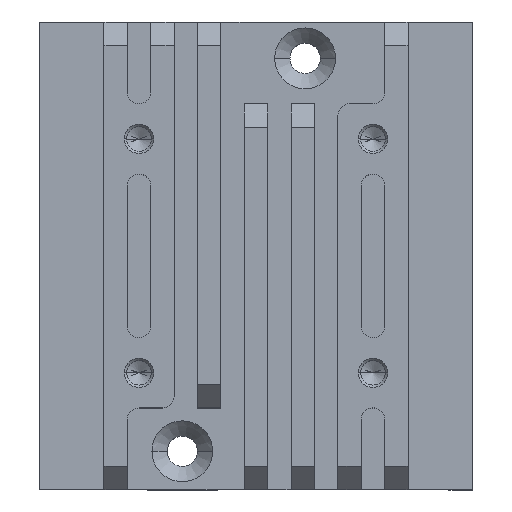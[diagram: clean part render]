
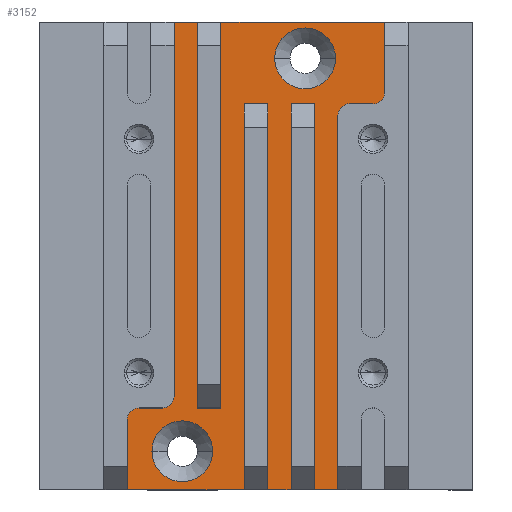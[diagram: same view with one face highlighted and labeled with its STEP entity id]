
A CAD part, top view. The second image highlights one B-rep face of the part: STEP entity #3152.
In plain terms, the highlighted planar face has unit normal (0, 0, 1).
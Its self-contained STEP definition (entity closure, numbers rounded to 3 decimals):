
#117 = VERTEX_POINT('',#118);
#118 = CARTESIAN_POINT('',(-27.4,3.3,6.));
#124 = EDGE_CURVE('',#117,#125,#127,.T.);
#125 = VERTEX_POINT('',#126);
#126 = CARTESIAN_POINT('',(-22.2,3.3,6.));
#127 = CIRCLE('',#128,2.6);
#128 = AXIS2_PLACEMENT_3D('',#129,#130,#131);
#129 = CARTESIAN_POINT('',(-24.8,3.3,6.));
#130 = DIRECTION('',(0.,0.,-1.));
#131 = DIRECTION('',(1.,0.,0.));
#191 = VERTEX_POINT('',#192);
#192 = CARTESIAN_POINT('',(-16.9,36.9,6.));
#198 = EDGE_CURVE('',#191,#199,#201,.T.);
#199 = VERTEX_POINT('',#200);
#200 = CARTESIAN_POINT('',(-11.7,36.9,6.));
#201 = CIRCLE('',#202,2.6);
#202 = AXIS2_PLACEMENT_3D('',#203,#204,#205);
#203 = CARTESIAN_POINT('',(-14.3,36.9,6.));
#204 = DIRECTION('',(0.,0.,-1.));
#205 = DIRECTION('',(1.,0.,0.));
#253 = EDGE_CURVE('',#254,#256,#258,.T.);
#254 = VERTEX_POINT('',#255);
#255 = CARTESIAN_POINT('',(-7.793,33.293,6.));
#256 = VERTEX_POINT('',#257);
#257 = CARTESIAN_POINT('',(-7.5,34.,6.));
#258 = CIRCLE('',#259,1.);
#259 = AXIS2_PLACEMENT_3D('',#260,#261,#262);
#260 = CARTESIAN_POINT('',(-8.5,34.,6.));
#261 = DIRECTION('',(-0.,0.,1.));
#262 = DIRECTION('',(0.707,-0.707,0.));
#296 = VERTEX_POINT('',#297);
#297 = CARTESIAN_POINT('',(-11.207,32.707,6.));
#305 = EDGE_CURVE('',#306,#296,#308,.T.);
#306 = VERTEX_POINT('',#307);
#307 = CARTESIAN_POINT('',(-11.5,32.,6.));
#308 = CIRCLE('',#309,1.);
#309 = AXIS2_PLACEMENT_3D('',#310,#311,#312);
#310 = CARTESIAN_POINT('',(-10.5,32.,6.));
#311 = DIRECTION('',(0.,0.,-1.));
#312 = DIRECTION('',(-0.707,0.707,0.));
#463 = EDGE_CURVE('',#464,#466,#468,.T.);
#464 = VERTEX_POINT('',#465);
#465 = CARTESIAN_POINT('',(-29.207,6.707,6.));
#466 = VERTEX_POINT('',#467);
#467 = CARTESIAN_POINT('',(-29.5,6.,6.));
#468 = CIRCLE('',#469,1.);
#469 = AXIS2_PLACEMENT_3D('',#470,#471,#472);
#470 = CARTESIAN_POINT('',(-28.5,6.,6.));
#471 = DIRECTION('',(0.,0.,1.));
#472 = DIRECTION('',(-0.707,0.707,0.));
#506 = VERTEX_POINT('',#507);
#507 = CARTESIAN_POINT('',(-25.793,7.293,6.));
#515 = EDGE_CURVE('',#516,#506,#518,.T.);
#516 = VERTEX_POINT('',#517);
#517 = CARTESIAN_POINT('',(-25.5,8.,6.));
#518 = CIRCLE('',#519,1.);
#519 = AXIS2_PLACEMENT_3D('',#520,#521,#522);
#520 = CARTESIAN_POINT('',(-26.5,8.,6.));
#521 = DIRECTION('',(0.,0.,-1.));
#522 = DIRECTION('',(0.707,-0.707,0.));
#1749 = VERTEX_POINT('',#1750);
#1750 = CARTESIAN_POINT('',(-26.5,7.,6.));
#1756 = EDGE_CURVE('',#506,#1749,#1757,.T.);
#1757 = CIRCLE('',#1758,1.);
#1758 = AXIS2_PLACEMENT_3D('',#1759,#1760,#1761);
#1759 = CARTESIAN_POINT('',(-26.5,8.,6.));
#1760 = DIRECTION('',(0.,0.,-1.));
#1761 = DIRECTION('',(0.707,-0.707,0.));
#1773 = VERTEX_POINT('',#1774);
#1774 = CARTESIAN_POINT('',(-28.5,7.,6.));
#1780 = EDGE_CURVE('',#1773,#464,#1781,.T.);
#1781 = CIRCLE('',#1782,1.);
#1782 = AXIS2_PLACEMENT_3D('',#1783,#1784,#1785);
#1783 = CARTESIAN_POINT('',(-28.5,6.,6.));
#1784 = DIRECTION('',(0.,0.,1.));
#1785 = DIRECTION('',(-0.707,0.707,0.));
#1856 = VERTEX_POINT('',#1857);
#1857 = CARTESIAN_POINT('',(-29.5,0.,6.));
#1863 = EDGE_CURVE('',#466,#1856,#1864,.T.);
#1864 = LINE('',#1865,#1866);
#1865 = CARTESIAN_POINT('',(-29.5,3.5,6.));
#1866 = VECTOR('',#1867,1.);
#1867 = DIRECTION('',(0.,-1.,0.));
#1880 = EDGE_CURVE('',#1749,#1773,#1881,.T.);
#1881 = LINE('',#1882,#1883);
#1882 = CARTESIAN_POINT('',(-14.75,7.,6.));
#1883 = VECTOR('',#1884,1.);
#1884 = DIRECTION('',(-1.,0.,0.));
#1983 = EDGE_CURVE('',#1984,#516,#1986,.T.);
#1984 = VERTEX_POINT('',#1985);
#1985 = CARTESIAN_POINT('',(-25.5,40.,6.));
#1986 = LINE('',#1987,#1988);
#1987 = CARTESIAN_POINT('',(-25.5,3.5,6.));
#1988 = VECTOR('',#1989,1.);
#1989 = DIRECTION('',(0.,-1.,0.));
#2155 = VERTEX_POINT('',#2156);
#2156 = CARTESIAN_POINT('',(-23.5,7.,6.));
#2162 = EDGE_CURVE('',#2163,#2155,#2165,.T.);
#2163 = VERTEX_POINT('',#2164);
#2164 = CARTESIAN_POINT('',(-21.5,7.,6.));
#2165 = LINE('',#2166,#2167);
#2166 = CARTESIAN_POINT('',(-10.75,7.,6.));
#2167 = VECTOR('',#2168,1.);
#2168 = DIRECTION('',(-1.,0.,0.));
#2193 = VERTEX_POINT('',#2194);
#2194 = CARTESIAN_POINT('',(-23.5,40.,6.));
#2200 = EDGE_CURVE('',#2155,#2193,#2201,.T.);
#2201 = LINE('',#2202,#2203);
#2202 = CARTESIAN_POINT('',(-23.5,3.5,6.));
#2203 = VECTOR('',#2204,1.);
#2204 = DIRECTION('',(0.,1.,0.));
#2217 = EDGE_CURVE('',#2218,#2163,#2220,.T.);
#2218 = VERTEX_POINT('',#2219);
#2219 = CARTESIAN_POINT('',(-21.5,40.,6.));
#2220 = LINE('',#2221,#2222);
#2221 = CARTESIAN_POINT('',(-21.5,4.5,6.));
#2222 = VECTOR('',#2223,1.);
#2223 = DIRECTION('',(0.,-1.,0.));
#2336 = VERTEX_POINT('',#2337);
#2337 = CARTESIAN_POINT('',(-10.5,33.,6.));
#2343 = EDGE_CURVE('',#296,#2336,#2344,.T.);
#2344 = CIRCLE('',#2345,1.);
#2345 = AXIS2_PLACEMENT_3D('',#2346,#2347,#2348);
#2346 = CARTESIAN_POINT('',(-10.5,32.,6.));
#2347 = DIRECTION('',(0.,0.,-1.));
#2348 = DIRECTION('',(-0.707,0.707,0.));
#2360 = VERTEX_POINT('',#2361);
#2361 = CARTESIAN_POINT('',(-8.5,33.,6.));
#2367 = EDGE_CURVE('',#2360,#254,#2368,.T.);
#2368 = CIRCLE('',#2369,1.);
#2369 = AXIS2_PLACEMENT_3D('',#2370,#2371,#2372);
#2370 = CARTESIAN_POINT('',(-8.5,34.,6.));
#2371 = DIRECTION('',(-0.,0.,1.));
#2372 = DIRECTION('',(0.707,-0.707,0.));
#2443 = VERTEX_POINT('',#2444);
#2444 = CARTESIAN_POINT('',(-7.5,40.,6.));
#2450 = EDGE_CURVE('',#256,#2443,#2451,.T.);
#2451 = LINE('',#2452,#2453);
#2452 = CARTESIAN_POINT('',(-7.5,16.5,6.));
#2453 = VECTOR('',#2454,1.);
#2454 = DIRECTION('',(0.,1.,0.));
#2467 = EDGE_CURVE('',#2336,#2360,#2468,.T.);
#2468 = LINE('',#2469,#2470);
#2469 = CARTESIAN_POINT('',(-3.75,33.,6.));
#2470 = VECTOR('',#2471,1.);
#2471 = DIRECTION('',(1.,0.,0.));
#2570 = EDGE_CURVE('',#2571,#306,#2573,.T.);
#2571 = VERTEX_POINT('',#2572);
#2572 = CARTESIAN_POINT('',(-11.5,0.,6.));
#2573 = LINE('',#2574,#2575);
#2574 = CARTESIAN_POINT('',(-11.5,16.5,6.));
#2575 = VECTOR('',#2576,1.);
#2576 = DIRECTION('',(0.,1.,0.));
#2742 = VERTEX_POINT('',#2743);
#2743 = CARTESIAN_POINT('',(-13.5,33.,6.));
#2749 = EDGE_CURVE('',#2750,#2742,#2752,.T.);
#2750 = VERTEX_POINT('',#2751);
#2751 = CARTESIAN_POINT('',(-15.5,33.,6.));
#2752 = LINE('',#2753,#2754);
#2753 = CARTESIAN_POINT('',(-7.75,33.,6.));
#2754 = VECTOR('',#2755,1.);
#2755 = DIRECTION('',(1.,0.,0.));
#2780 = EDGE_CURVE('',#2781,#2750,#2783,.T.);
#2781 = VERTEX_POINT('',#2782);
#2782 = CARTESIAN_POINT('',(-15.5,0.,6.));
#2783 = LINE('',#2784,#2785);
#2784 = CARTESIAN_POINT('',(-15.5,0.,6.));
#2785 = VECTOR('',#2786,1.);
#2786 = DIRECTION('',(0.,1.,0.));
#2804 = VERTEX_POINT('',#2805);
#2805 = CARTESIAN_POINT('',(-13.5,0.,6.));
#2811 = EDGE_CURVE('',#2742,#2804,#2812,.T.);
#2812 = LINE('',#2813,#2814);
#2813 = CARTESIAN_POINT('',(-13.5,1.,6.));
#2814 = VECTOR('',#2815,1.);
#2815 = DIRECTION('',(0.,-1.,0.));
#2927 = VERTEX_POINT('',#2928);
#2928 = CARTESIAN_POINT('',(-17.5,33.,6.));
#2934 = EDGE_CURVE('',#2935,#2927,#2937,.T.);
#2935 = VERTEX_POINT('',#2936);
#2936 = CARTESIAN_POINT('',(-19.5,33.,6.));
#2937 = LINE('',#2938,#2939);
#2938 = CARTESIAN_POINT('',(-9.75,33.,6.));
#2939 = VECTOR('',#2940,1.);
#2940 = DIRECTION('',(1.,0.,0.));
#2965 = EDGE_CURVE('',#2966,#2935,#2968,.T.);
#2966 = VERTEX_POINT('',#2967);
#2967 = CARTESIAN_POINT('',(-19.5,0.,6.));
#2968 = LINE('',#2969,#2970);
#2969 = CARTESIAN_POINT('',(-19.5,0.,6.));
#2970 = VECTOR('',#2971,1.);
#2971 = DIRECTION('',(0.,1.,0.));
#2989 = VERTEX_POINT('',#2990);
#2990 = CARTESIAN_POINT('',(-17.5,0.,6.));
#2996 = EDGE_CURVE('',#2927,#2989,#2997,.T.);
#2997 = LINE('',#2998,#2999);
#2998 = CARTESIAN_POINT('',(-17.5,1.,6.));
#2999 = VECTOR('',#3000,1.);
#3000 = DIRECTION('',(0.,-1.,0.));
#3152 = ADVANCED_FACE('',(#3153,#3163,#3173),#3228,.T.);
#3153 = FACE_BOUND('',#3154,.T.);
#3154 = EDGE_LOOP('',(#3155,#3162));
#3155 = ORIENTED_EDGE('',*,*,#3156,.T.);
#3156 = EDGE_CURVE('',#125,#117,#3157,.T.);
#3157 = CIRCLE('',#3158,2.6);
#3158 = AXIS2_PLACEMENT_3D('',#3159,#3160,#3161);
#3159 = CARTESIAN_POINT('',(-24.8,3.3,6.));
#3160 = DIRECTION('',(0.,0.,-1.));
#3161 = DIRECTION('',(1.,0.,0.));
#3162 = ORIENTED_EDGE('',*,*,#124,.T.);
#3163 = FACE_BOUND('',#3164,.T.);
#3164 = EDGE_LOOP('',(#3165,#3172));
#3165 = ORIENTED_EDGE('',*,*,#3166,.T.);
#3166 = EDGE_CURVE('',#199,#191,#3167,.T.);
#3167 = CIRCLE('',#3168,2.6);
#3168 = AXIS2_PLACEMENT_3D('',#3169,#3170,#3171);
#3169 = CARTESIAN_POINT('',(-14.3,36.9,6.));
#3170 = DIRECTION('',(0.,0.,-1.));
#3171 = DIRECTION('',(1.,0.,0.));
#3172 = ORIENTED_EDGE('',*,*,#198,.T.);
#3173 = FACE_BOUND('',#3174,.T.);
#3174 = EDGE_LOOP('',(#3175,#3176,#3177,#3178,#3179,#3180,#3181,#3182,
    #3188,#3189,#3190,#3191,#3197,#3198,#3199,#3200,#3206,#3207,#3208,
    #3209,#3210,#3211,#3212,#3213,#3219,#3220,#3221,#3222));
#3175 = ORIENTED_EDGE('',*,*,#1983,.T.);
#3176 = ORIENTED_EDGE('',*,*,#515,.T.);
#3177 = ORIENTED_EDGE('',*,*,#1756,.T.);
#3178 = ORIENTED_EDGE('',*,*,#1880,.T.);
#3179 = ORIENTED_EDGE('',*,*,#1780,.T.);
#3180 = ORIENTED_EDGE('',*,*,#463,.T.);
#3181 = ORIENTED_EDGE('',*,*,#1863,.T.);
#3182 = ORIENTED_EDGE('',*,*,#3183,.T.);
#3183 = EDGE_CURVE('',#1856,#2966,#3184,.T.);
#3184 = LINE('',#3185,#3186);
#3185 = CARTESIAN_POINT('',(-37.,0.,6.));
#3186 = VECTOR('',#3187,1.);
#3187 = DIRECTION('',(1.,0.,0.));
#3188 = ORIENTED_EDGE('',*,*,#2965,.T.);
#3189 = ORIENTED_EDGE('',*,*,#2934,.T.);
#3190 = ORIENTED_EDGE('',*,*,#2996,.T.);
#3191 = ORIENTED_EDGE('',*,*,#3192,.T.);
#3192 = EDGE_CURVE('',#2989,#2781,#3193,.T.);
#3193 = LINE('',#3194,#3195);
#3194 = CARTESIAN_POINT('',(-37.,0.,6.));
#3195 = VECTOR('',#3196,1.);
#3196 = DIRECTION('',(1.,0.,0.));
#3197 = ORIENTED_EDGE('',*,*,#2780,.T.);
#3198 = ORIENTED_EDGE('',*,*,#2749,.T.);
#3199 = ORIENTED_EDGE('',*,*,#2811,.T.);
#3200 = ORIENTED_EDGE('',*,*,#3201,.T.);
#3201 = EDGE_CURVE('',#2804,#2571,#3202,.T.);
#3202 = LINE('',#3203,#3204);
#3203 = CARTESIAN_POINT('',(-37.,0.,6.));
#3204 = VECTOR('',#3205,1.);
#3205 = DIRECTION('',(1.,0.,0.));
#3206 = ORIENTED_EDGE('',*,*,#2570,.T.);
#3207 = ORIENTED_EDGE('',*,*,#305,.T.);
#3208 = ORIENTED_EDGE('',*,*,#2343,.T.);
#3209 = ORIENTED_EDGE('',*,*,#2467,.T.);
#3210 = ORIENTED_EDGE('',*,*,#2367,.T.);
#3211 = ORIENTED_EDGE('',*,*,#253,.T.);
#3212 = ORIENTED_EDGE('',*,*,#2450,.T.);
#3213 = ORIENTED_EDGE('',*,*,#3214,.T.);
#3214 = EDGE_CURVE('',#2443,#2218,#3215,.T.);
#3215 = LINE('',#3216,#3217);
#3216 = CARTESIAN_POINT('',(0.,40.,6.));
#3217 = VECTOR('',#3218,1.);
#3218 = DIRECTION('',(-1.,0.,0.));
#3219 = ORIENTED_EDGE('',*,*,#2217,.T.);
#3220 = ORIENTED_EDGE('',*,*,#2162,.T.);
#3221 = ORIENTED_EDGE('',*,*,#2200,.T.);
#3222 = ORIENTED_EDGE('',*,*,#3223,.T.);
#3223 = EDGE_CURVE('',#2193,#1984,#3224,.T.);
#3224 = LINE('',#3225,#3226);
#3225 = CARTESIAN_POINT('',(0.,40.,6.));
#3226 = VECTOR('',#3227,1.);
#3227 = DIRECTION('',(-1.,0.,0.));
#3228 = PLANE('',#3229);
#3229 = AXIS2_PLACEMENT_3D('',#3230,#3231,#3232);
#3230 = CARTESIAN_POINT('',(0.,0.,6.));
#3231 = DIRECTION('',(0.,0.,1.));
#3232 = DIRECTION('',(0.,-1.,0.));
